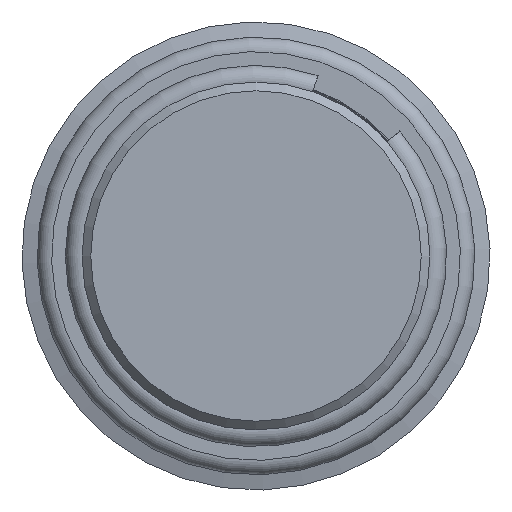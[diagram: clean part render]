
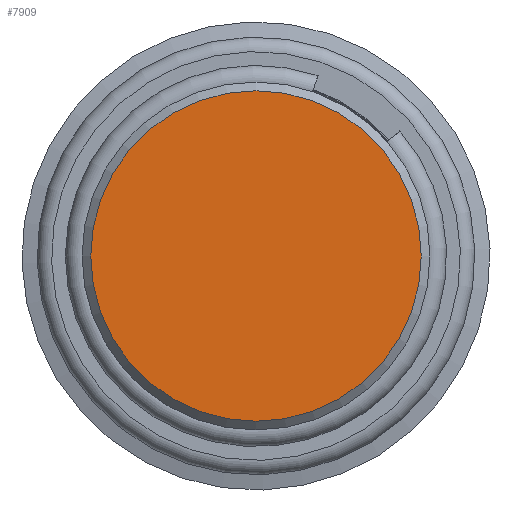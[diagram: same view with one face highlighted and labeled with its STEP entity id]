
A CAD part, left-side view. The second image highlights one B-rep face of the part: STEP entity #7909.
In plain terms, the highlighted planar face has unit normal (-1, 0, 0).
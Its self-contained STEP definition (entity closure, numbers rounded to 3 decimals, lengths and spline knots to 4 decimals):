
#1118=PLANE('',#8428);
#1997=FACE_OUTER_BOUND('',#2493,.T.);
#2493=EDGE_LOOP('',(#5240));
#3013=CIRCLE('',#8429,5.7);
#3183=VERTEX_POINT('',#10551);
#3994=EDGE_CURVE('',#3183,#3183,#3013,.T.);
#5240=ORIENTED_EDGE('',*,*,#3994,.F.);
#7909=ADVANCED_FACE('',(#1997),#1118,.T.);
#8428=AXIS2_PLACEMENT_3D('',#10550,#8949,#8950);
#8429=AXIS2_PLACEMENT_3D('',#10552,#8951,#8952);
#8949=DIRECTION('center_axis',(-1.,0.,0.));
#8950=DIRECTION('ref_axis',(0.,0.,1.));
#8951=DIRECTION('center_axis',(1.,0.,0.));
#8952=DIRECTION('ref_axis',(0.,1.,0.));
#10550=CARTESIAN_POINT('Origin',(0.,5.35,0.));
#10551=CARTESIAN_POINT('',(0.,5.7,0.));
#10552=CARTESIAN_POINT('Origin',(0.,0.,0.));
